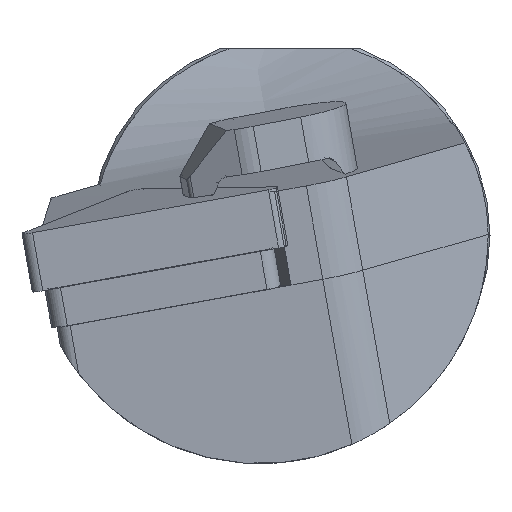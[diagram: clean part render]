
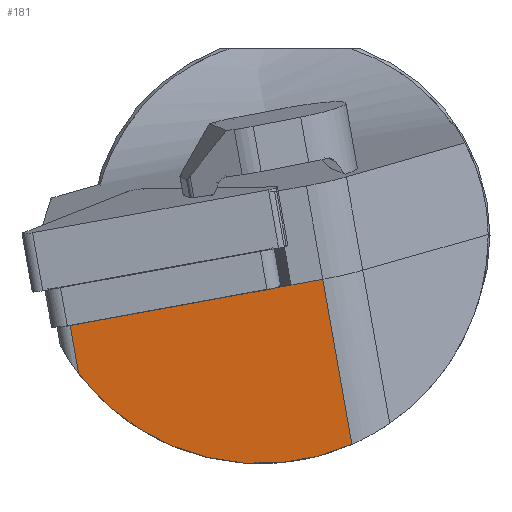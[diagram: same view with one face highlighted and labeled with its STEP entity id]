
A CAD part, left-side view. The second image highlights one B-rep face of the part: STEP entity #181.
In plain terms, the highlighted planar face has unit normal (-0.993, -0.069, -0.094).
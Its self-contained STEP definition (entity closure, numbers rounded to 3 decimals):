
#137=ELLIPSE('',#1214,18.375,18.25);
#181=ADVANCED_FACE('',(#278),#242,.T.);
#242=PLANE('',#1218);
#278=FACE_OUTER_BOUND('',#339,.T.);
#339=EDGE_LOOP('',(#590,#591,#592,#593,#594,#595));
#400=LINE('',#1633,#485);
#406=LINE('',#1695,#491);
#407=LINE('',#1697,#492);
#408=LINE('',#1698,#493);
#409=LINE('',#1700,#494);
#485=VECTOR('',#1322,1.);
#491=VECTOR('',#1350,1.);
#492=VECTOR('',#1351,1.);
#493=VECTOR('',#1352,1.);
#494=VECTOR('',#1353,1.);
#590=ORIENTED_EDGE('',*,*,#1023,.T.);
#591=ORIENTED_EDGE('',*,*,#1024,.F.);
#592=ORIENTED_EDGE('',*,*,#1016,.F.);
#593=ORIENTED_EDGE('',*,*,#1025,.T.);
#594=ORIENTED_EDGE('',*,*,#1026,.T.);
#595=ORIENTED_EDGE('',*,*,#1006,.T.);
#898=VERTEX_POINT('',#1631);
#900=VERTEX_POINT('',#1634);
#908=VERTEX_POINT('',#1659);
#909=VERTEX_POINT('',#1661);
#914=VERTEX_POINT('',#1696);
#915=VERTEX_POINT('',#1699);
#1006=EDGE_CURVE('',#900,#898,#400,.T.);
#1016=EDGE_CURVE('',#908,#909,#137,.T.);
#1023=EDGE_CURVE('',#898,#914,#406,.T.);
#1024=EDGE_CURVE('',#909,#914,#407,.T.);
#1025=EDGE_CURVE('',#908,#915,#408,.T.);
#1026=EDGE_CURVE('',#915,#900,#409,.T.);
#1214=AXIS2_PLACEMENT_3D('',#1660,#1339,#1340);
#1218=AXIS2_PLACEMENT_3D('',#1701,#1354,#1355);
#1322=DIRECTION('',(-0.051,0.983,-0.179));
#1339=DIRECTION('',(0.993,0.069,0.094));
#1340=DIRECTION('',(-0.117,0.589,0.8));
#1350=DIRECTION('',(-0.051,0.983,-0.179));
#1351=DIRECTION('',(-0.105,0.173,0.979));
#1352=DIRECTION('',(-0.105,0.173,0.979));
#1353=DIRECTION('',(-0.051,0.983,-0.179));
#1354=DIRECTION('',(-0.993,-0.069,-0.094));
#1355=DIRECTION('',(-0.094,0.,0.996));
#1631=CARTESIAN_POINT('',(-217.511,-6.433,-4.246));
#1633=CARTESIAN_POINT('',(-217.31,-10.261,-3.55));
#1634=CARTESIAN_POINT('',(-217.444,-7.71,-4.014));
#1659=CARTESIAN_POINT('',(-215.898,-12.593,-16.778));
#1660=CARTESIAN_POINT('',(-217.988,-5.25,-0.07));
#1661=CARTESIAN_POINT('',(-217.958,9.294,-11.095));
#1695=CARTESIAN_POINT('',(-217.31,-10.261,-3.55));
#1696=CARTESIAN_POINT('',(-218.371,9.975,-7.231));
#1697=CARTESIAN_POINT('',(-261.47,81.182,396.602));
#1698=CARTESIAN_POINT('',(-260.41,60.946,400.283));
#1699=CARTESIAN_POINT('',(-217.31,-10.261,-3.55));
#1700=CARTESIAN_POINT('',(-217.31,-10.261,-3.55));
#1701=CARTESIAN_POINT('',(-260.41,60.946,400.283));
